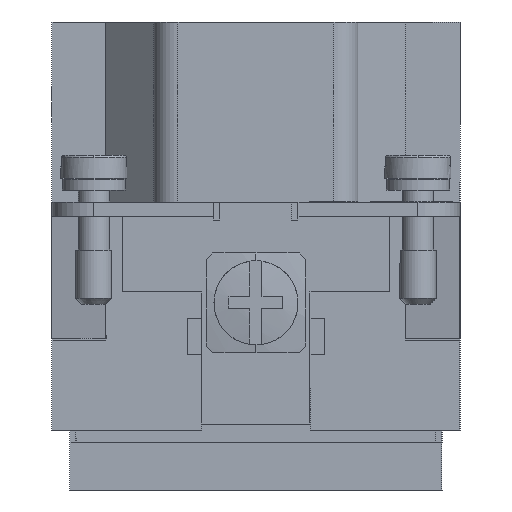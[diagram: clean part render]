
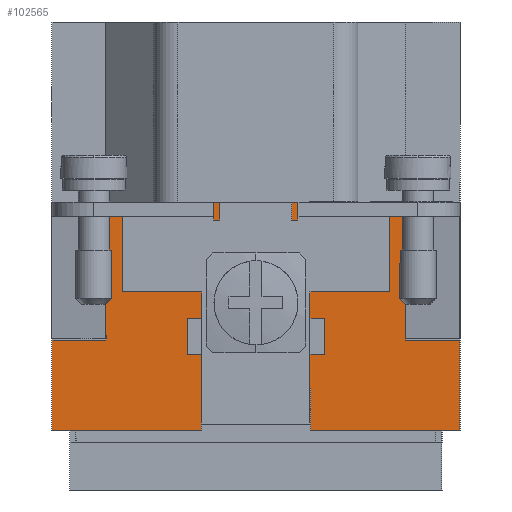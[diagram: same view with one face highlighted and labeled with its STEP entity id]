
A CAD part, left-side view. The second image highlights one B-rep face of the part: STEP entity #102565.
In plain terms, the highlighted planar face has unit normal (-1, 0, 0).
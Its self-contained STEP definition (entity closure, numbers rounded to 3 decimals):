
#80343=CARTESIAN_POINT('',(-31.6,-4.,20.));
#80344=VERTEX_POINT('',#80343);
#80689=CARTESIAN_POINT('',(-31.6,4.,20.));
#80690=VERTEX_POINT('',#80689);
#80697=CARTESIAN_POINT('',(-31.6,-4.,20.));
#80698=DIRECTION('',(0.0,1.0,0.0));
#80699=VECTOR('',#80698,8.);
#80700=LINE('',#80697,#80699);
#80701=EDGE_CURVE('',#80344,#80690,#80700,.T.);
#87265=CARTESIAN_POINT('',(-31.6,-17.0,8.5));
#87266=VERTEX_POINT('',#87265);
#87273=CARTESIAN_POINT('',(-31.6,-17.0,1.0));
#87274=VERTEX_POINT('',#87273);
#87275=CARTESIAN_POINT('',(-31.6,-17.0,1.0));
#87276=DIRECTION('',(0.0,0.0,1.0));
#87277=VECTOR('',#87276,7.5);
#87278=LINE('',#87275,#87277);
#87279=EDGE_CURVE('',#87274,#87266,#87278,.T.);
#88427=CARTESIAN_POINT('',(-31.6,4.55,1.0));
#88428=VERTEX_POINT('',#88427);
#88435=CARTESIAN_POINT('',(-31.6,17.0,1.0));
#88436=VERTEX_POINT('',#88435);
#88437=CARTESIAN_POINT('',(-31.6,17.0,1.0));
#88438=DIRECTION('',(0.0,-1.0,0.0));
#88439=VECTOR('',#88438,12.45);
#88440=LINE('',#88437,#88439);
#88441=EDGE_CURVE('',#88436,#88428,#88440,.T.);
#91575=CARTESIAN_POINT('',(-31.6,12.4,20.0));
#91576=VERTEX_POINT('',#91575);
#91583=CARTESIAN_POINT('',(-31.6,4.,20.));
#91584=DIRECTION('',(0.0,1.0,0.0));
#91585=VECTOR('',#91584,8.4);
#91586=LINE('',#91583,#91585);
#91587=EDGE_CURVE('',#80690,#91576,#91586,.T.);
#91643=CARTESIAN_POINT('',(-31.6,-12.4,20.0));
#91644=VERTEX_POINT('',#91643);
#91645=CARTESIAN_POINT('',(-31.6,-12.4,20.0));
#91646=DIRECTION('',(0.0,1.0,0.0));
#91647=VECTOR('',#91646,8.4);
#91648=LINE('',#91645,#91647);
#91649=EDGE_CURVE('',#91644,#80344,#91648,.T.);
#94195=CARTESIAN_POINT('',(-31.6,12.5,20.0));
#94196=VERTEX_POINT('',#94195);
#94203=CARTESIAN_POINT('',(-31.6,12.4,20.0));
#94204=DIRECTION('',(0.0,1.0,0.0));
#94205=VECTOR('',#94204,0.1);
#94206=LINE('',#94203,#94205);
#94207=EDGE_CURVE('',#91576,#94196,#94206,.T.);
#94264=CARTESIAN_POINT('',(-31.6,-12.5,20.0));
#94265=VERTEX_POINT('',#94264);
#94266=CARTESIAN_POINT('',(-31.6,-12.5,20.0));
#94267=DIRECTION('',(0.0,1.0,0.0));
#94268=VECTOR('',#94267,0.1);
#94269=LINE('',#94266,#94268);
#94270=EDGE_CURVE('',#94265,#91644,#94269,.T.);
#97215=CARTESIAN_POINT('',(-31.6,12.5,9.608));
#97216=VERTEX_POINT('',#97215);
#97256=CARTESIAN_POINT('',(-31.6,12.5,18.231));
#97257=VERTEX_POINT('',#97256);
#97293=CARTESIAN_POINT('',(-31.6,12.5,18.231));
#97294=DIRECTION('',(0.0,0.0,-1.0));
#97295=VECTOR('',#97294,8.622);
#97296=LINE('',#97293,#97295);
#97297=EDGE_CURVE('',#97257,#97216,#97296,.T.);
#97355=CARTESIAN_POINT('',(-31.6,-12.5,9.608));
#97356=VERTEX_POINT('',#97355);
#97396=CARTESIAN_POINT('',(-31.6,-12.5,18.231));
#97397=VERTEX_POINT('',#97396);
#97433=CARTESIAN_POINT('',(-31.6,-12.5,9.608));
#97434=DIRECTION('',(0.0,0.0,1.0));
#97435=VECTOR('',#97434,8.622);
#97436=LINE('',#97433,#97435);
#97437=EDGE_CURVE('',#97356,#97397,#97436,.T.);
#102136=CARTESIAN_POINT('',(-31.6,12.5,8.5));
#102137=VERTEX_POINT('',#102136);
#102138=CARTESIAN_POINT('',(-31.6,17.0,8.5));
#102139=VERTEX_POINT('',#102138);
#102140=CARTESIAN_POINT('',(-31.6,12.5,8.5));
#102141=DIRECTION('',(0.0,1.0,0.0));
#102142=VECTOR('',#102141,4.5);
#102143=LINE('',#102140,#102142);
#102144=EDGE_CURVE('',#102137,#102139,#102143,.T.);
#102177=CARTESIAN_POINT('',(-31.6,12.5,20.0));
#102178=DIRECTION('',(0.0,0.0,-1.0));
#102179=VECTOR('',#102178,1.769);
#102180=LINE('',#102177,#102179);
#102181=EDGE_CURVE('',#94196,#97257,#102180,.T.);
#102193=CARTESIAN_POINT('',(-31.6,12.5,9.608));
#102194=DIRECTION('',(0.0,0.0,-1.0));
#102195=VECTOR('',#102194,1.108);
#102196=LINE('',#102193,#102195);
#102197=EDGE_CURVE('',#97216,#102137,#102196,.T.);
#102401=CARTESIAN_POINT('',(-31.6,-12.5,8.5));
#102402=VERTEX_POINT('',#102401);
#102409=CARTESIAN_POINT('',(-31.6,-17.0,8.5));
#102410=DIRECTION('',(0.0,1.0,0.0));
#102411=VECTOR('',#102410,4.5);
#102412=LINE('',#102409,#102411);
#102413=EDGE_CURVE('',#87266,#102402,#102412,.T.);
#102441=CARTESIAN_POINT('',(-31.6,-12.5,8.5));
#102442=DIRECTION('',(0.0,0.0,1.0));
#102443=VECTOR('',#102442,1.108);
#102444=LINE('',#102441,#102443);
#102445=EDGE_CURVE('',#102402,#97356,#102444,.T.);
#102452=CARTESIAN_POINT('',(-31.6,-12.5,18.231));
#102453=DIRECTION('',(0.0,0.0,1.0));
#102454=VECTOR('',#102453,1.769);
#102455=LINE('',#102452,#102454);
#102456=EDGE_CURVE('',#97397,#94265,#102455,.T.);
#102503=CARTESIAN_POINT('',(-31.6,17.0,1.0));
#102504=DIRECTION('',(0.0,0.0,1.0));
#102505=VECTOR('',#102504,7.5);
#102506=LINE('',#102503,#102505);
#102507=EDGE_CURVE('',#88436,#102139,#102506,.T.);
#102512=CARTESIAN_POINT('',(-31.6,-17.0,0.0));
#102513=DIRECTION('',(-1.0,0.0,0.0));
#102514=DIRECTION('',(0.0,0.0,1.0));
#102515=AXIS2_PLACEMENT_3D('',#102512,#102513,#102514);
#102516=PLANE('',#102515);
#102517=ORIENTED_EDGE('',*,*,#102181,.T.);
#102518=ORIENTED_EDGE('',*,*,#97297,.T.);
#102519=ORIENTED_EDGE('',*,*,#102197,.T.);
#102520=ORIENTED_EDGE('',*,*,#102144,.T.);
#102521=ORIENTED_EDGE('',*,*,#102507,.F.);
#102522=ORIENTED_EDGE('',*,*,#88441,.T.);
#102523=CARTESIAN_POINT('',(-31.6,4.55,4.5));
#102524=VERTEX_POINT('',#102523);
#102525=CARTESIAN_POINT('',(-31.6,4.55,1.0));
#102526=DIRECTION('',(0.0,0.0,1.0));
#102527=VECTOR('',#102526,3.5);
#102528=LINE('',#102525,#102527);
#102529=EDGE_CURVE('',#88428,#102524,#102528,.T.);
#102530=ORIENTED_EDGE('',*,*,#102529,.T.);
#102531=CARTESIAN_POINT('',(-31.6,-4.55,4.5));
#102532=VERTEX_POINT('',#102531);
#102533=CARTESIAN_POINT('',(-31.6,4.55,4.5));
#102534=DIRECTION('',(0.0,-1.0,0.0));
#102535=VECTOR('',#102534,9.1);
#102536=LINE('',#102533,#102535);
#102537=EDGE_CURVE('',#102524,#102532,#102536,.T.);
#102538=ORIENTED_EDGE('',*,*,#102537,.T.);
#102539=CARTESIAN_POINT('',(-31.6,-4.55,1.0));
#102540=VERTEX_POINT('',#102539);
#102541=CARTESIAN_POINT('',(-31.6,-4.55,4.5));
#102542=DIRECTION('',(0.0,0.0,-1.0));
#102543=VECTOR('',#102542,3.5);
#102544=LINE('',#102541,#102543);
#102545=EDGE_CURVE('',#102532,#102540,#102544,.T.);
#102546=ORIENTED_EDGE('',*,*,#102545,.T.);
#102547=CARTESIAN_POINT('',(-31.6,-4.55,1.0));
#102548=DIRECTION('',(0.0,-1.0,0.0));
#102549=VECTOR('',#102548,12.45);
#102550=LINE('',#102547,#102549);
#102551=EDGE_CURVE('',#102540,#87274,#102550,.T.);
#102552=ORIENTED_EDGE('',*,*,#102551,.T.);
#102553=ORIENTED_EDGE('',*,*,#87279,.T.);
#102554=ORIENTED_EDGE('',*,*,#102413,.T.);
#102555=ORIENTED_EDGE('',*,*,#102445,.T.);
#102556=ORIENTED_EDGE('',*,*,#97437,.T.);
#102557=ORIENTED_EDGE('',*,*,#102456,.T.);
#102558=ORIENTED_EDGE('',*,*,#94270,.T.);
#102559=ORIENTED_EDGE('',*,*,#91649,.T.);
#102560=ORIENTED_EDGE('',*,*,#80701,.T.);
#102561=ORIENTED_EDGE('',*,*,#91587,.T.);
#102562=ORIENTED_EDGE('',*,*,#94207,.T.);
#102563=EDGE_LOOP('',(#102517,#102518,#102519,#102520,#102521,#102522,#102530,#102538,#102546,#102552,#102553,#102554,#102555,#102556,#102557,#102558,#102559,#102560,#102561,#102562));
#102564=FACE_OUTER_BOUND('',#102563,.T.);
#102565=ADVANCED_FACE('',(#102564),#102516,.T.);
